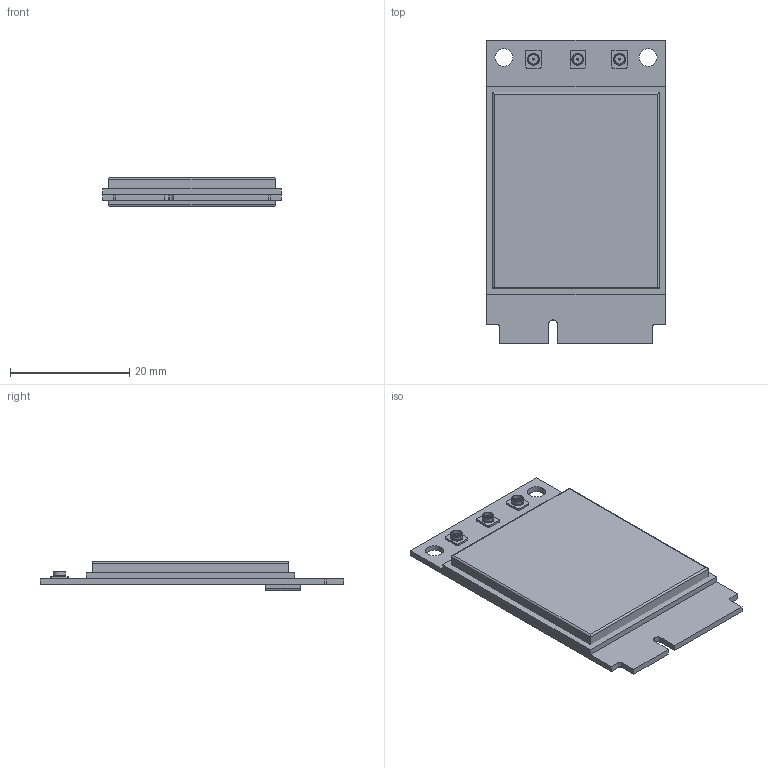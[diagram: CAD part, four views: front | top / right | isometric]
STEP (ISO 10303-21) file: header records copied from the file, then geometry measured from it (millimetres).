
FILE_DESCRIPTION(('FreeCAD Model'),'2;1');
FILE_NAME('UC20 PCI-e.step','2016-11-10T18:25:16',('FreeCAD'),('FreeCAD'), 'Open CASCADE STEP processor 6.5','FreeCAD','Unknown');
FILE_SCHEMA(('AUTOMOTIVE_DESIGN_CC2 { 1 2 10303 214 -1 1 5 4 }'));
Length unit declared in the file: millimetre
Products named in the file (10): Fillet079; Cut009; Cube032; Fillet078; Intel_Edison016; Intel_Edison013; Intel_Edison012; Intel_Edison018; Intel_Edison014; Intel_Edison019
Bounding box: 30 x 50.95 x 4.9 mm (x, y, z)
Volume: 5388.8 mm3; surface area: 8097.3 mm2
Topology: 4 solids, 106 shells, 148 faces, 530 edges, 492 vertices
Faces by surface type: revolution 66, bspline 36, plane 32, cylinder 14
Full cylindrical faces by diameter (mm): 3 x2
Entity records: 12844 total; most frequent: CARTESIAN_POINT 4021, DIRECTION 1194, ORIENTED_EDGE 640, PCURVE 640, DEFINITIONAL_REPRESENTATION 640, LINE 544, VECTOR 544, EDGE_CURVE 530
